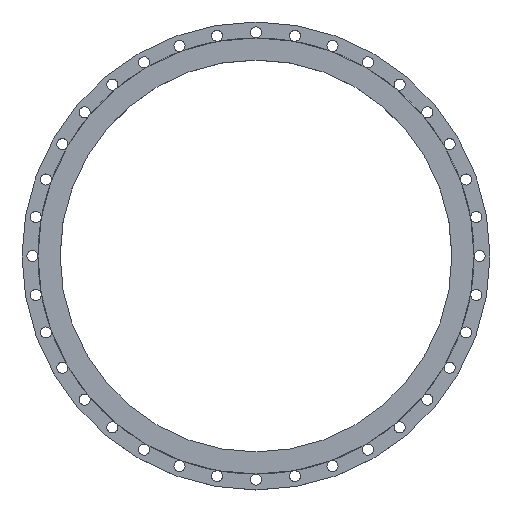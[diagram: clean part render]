
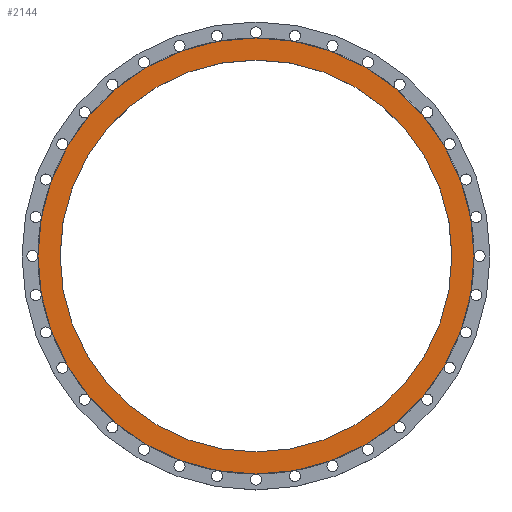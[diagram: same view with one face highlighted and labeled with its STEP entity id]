
A CAD part, top view. The second image highlights one B-rep face of the part: STEP entity #2144.
In plain terms, the highlighted planar face has unit normal (0, 0, 1).
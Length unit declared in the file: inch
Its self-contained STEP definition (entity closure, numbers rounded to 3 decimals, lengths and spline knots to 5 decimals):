
#152 = FACE_BOUND ( 'NONE', #2517, .T. ) ;
#299 = AXIS2_PLACEMENT_3D ( 'NONE', #3468, #855, #3483 ) ;
#435 = ORIENTED_EDGE ( 'NONE', *, *, #2228, .T. ) ;
#631 = DIRECTION ( 'NONE',  ( 0., 0., 1. ) ) ;
#734 = VERTEX_POINT ( 'NONE', #3419 ) ;
#855 = DIRECTION ( 'NONE',  ( 0., 0., 1. ) ) ;
#1001 = CARTESIAN_POINT ( 'NONE',  ( 0., 17.6875, 0. ) ) ;
#1059 = EDGE_CURVE ( 'NONE', #2156, #734, #3054, .T. ) ;
#1430 = CARTESIAN_POINT ( 'NONE',  ( 0., 0., 0. ) ) ;
#1493 = DIRECTION ( 'NONE',  ( 1., 0., 0. ) ) ;
#1752 = CIRCLE ( 'NONE', #2231, 19.6875 ) ;
#1785 = CARTESIAN_POINT ( 'NONE',  ( -19.6875, 0., 0. ) ) ;
#1846 = PLANE ( 'NONE',  #3440 ) ;
#1864 = CARTESIAN_POINT ( 'NONE',  ( -17.6875, 0., 0. ) ) ;
#2005 = DIRECTION ( 'NONE',  ( 0., 0., 1. ) ) ;
#2044 = VERTEX_POINT ( 'NONE', #3210 ) ;
#2057 = AXIS2_PLACEMENT_3D ( 'NONE', #2198, #2459, #2503 ) ;
#2144 = ADVANCED_FACE ( 'NONE', ( #152, #2196 ), #1846, .F. ) ;
#2151 = DIRECTION ( 'NONE',  ( 0., 0., -1. ) ) ;
#2156 = VERTEX_POINT ( 'NONE', #1864 ) ;
#2196 = FACE_OUTER_BOUND ( 'NONE', #3608, .T. ) ;
#2198 = CARTESIAN_POINT ( 'NONE',  ( 0., 0., 0. ) ) ;
#2228 = EDGE_CURVE ( 'NONE', #2483, #2044, #1752, .T. ) ;
#2231 = AXIS2_PLACEMENT_3D ( 'NONE', #3226, #631, #2930 ) ;
#2459 = DIRECTION ( 'NONE',  ( 0., 0., 1. ) ) ;
#2483 = VERTEX_POINT ( 'NONE', #1785 ) ;
#2503 = DIRECTION ( 'NONE',  ( 1., 0., 0. ) ) ;
#2517 = EDGE_LOOP ( 'NONE', ( #2691, #3139 ) ) ;
#2690 = EDGE_CURVE ( 'NONE', #2044, #2483, #3074, .T. ) ;
#2691 = ORIENTED_EDGE ( 'NONE', *, *, #3555, .F. ) ;
#2752 = AXIS2_PLACEMENT_3D ( 'NONE', #1430, #2005, #1493 ) ;
#2930 = DIRECTION ( 'NONE',  ( 1., 0., 0. ) ) ;
#3054 = CIRCLE ( 'NONE', #2752, 17.6875 ) ;
#3074 = CIRCLE ( 'NONE', #299, 19.6875 ) ;
#3139 = ORIENTED_EDGE ( 'NONE', *, *, #1059, .F. ) ;
#3210 = CARTESIAN_POINT ( 'NONE',  ( 19.6875, 0., 0. ) ) ;
#3226 = CARTESIAN_POINT ( 'NONE',  ( 0., 0., 0. ) ) ;
#3302 = DIRECTION ( 'NONE',  ( -1., 0., 0. ) ) ;
#3419 = CARTESIAN_POINT ( 'NONE',  ( 17.6875, 0., 0. ) ) ;
#3440 = AXIS2_PLACEMENT_3D ( 'NONE', #1001, #2151, #3302 ) ;
#3468 = CARTESIAN_POINT ( 'NONE',  ( 0., 0., 0. ) ) ;
#3483 = DIRECTION ( 'NONE',  ( 1., 0., 0. ) ) ;
#3555 = EDGE_CURVE ( 'NONE', #734, #2156, #3701, .T. ) ;
#3608 = EDGE_LOOP ( 'NONE', ( #3665, #435 ) ) ;
#3665 = ORIENTED_EDGE ( 'NONE', *, *, #2690, .T. ) ;
#3701 = CIRCLE ( 'NONE', #2057, 17.6875 ) ;
